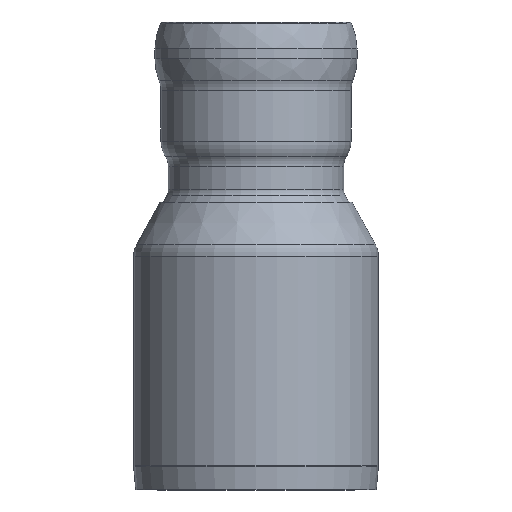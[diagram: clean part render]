
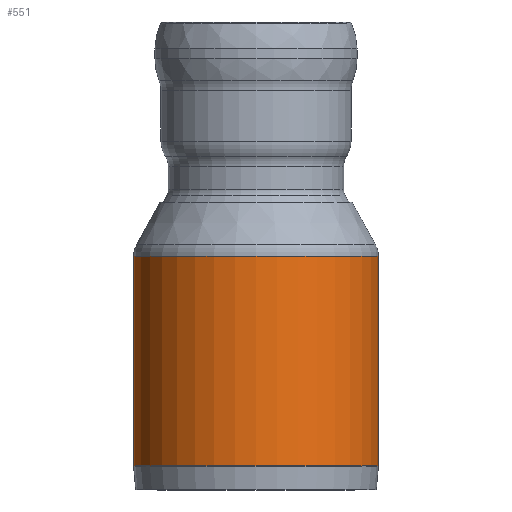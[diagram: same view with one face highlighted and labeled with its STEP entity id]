
A CAD part, front view. The second image highlights one B-rep face of the part: STEP entity #551.
In plain terms, the highlighted cylindrical face has radius 510 mm (diameter 1020 mm), a full revolution.
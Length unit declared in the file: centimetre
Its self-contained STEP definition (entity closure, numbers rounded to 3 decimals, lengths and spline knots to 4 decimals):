
#29=CYLINDRICAL_SURFACE('',#651,51.);
#53=FACE_OUTER_BOUND('',#89,.T.);
#89=EDGE_LOOP('',(#374,#375,#376,#377,#378,#379));
#130=CIRCLE('',#646,51.);
#131=CIRCLE('',#647,51.);
#134=CIRCLE('',#652,51.);
#135=CIRCLE('',#653,51.);
#203=VERTEX_POINT('',#1007);
#204=VERTEX_POINT('',#1009);
#206=VERTEX_POINT('',#1018);
#207=VERTEX_POINT('',#1020);
#264=EDGE_CURVE('',#203,#204,#130,.T.);
#265=EDGE_CURVE('',#204,#203,#131,.T.);
#269=EDGE_CURVE('',#204,#206,#592,.T.);
#270=EDGE_CURVE('',#207,#206,#134,.T.);
#271=EDGE_CURVE('',#206,#207,#135,.T.);
#374=ORIENTED_EDGE('',*,*,#265,.F.);
#375=ORIENTED_EDGE('',*,*,#269,.T.);
#376=ORIENTED_EDGE('',*,*,#270,.F.);
#377=ORIENTED_EDGE('',*,*,#271,.F.);
#378=ORIENTED_EDGE('',*,*,#269,.F.);
#379=ORIENTED_EDGE('',*,*,#264,.F.);
#551=ADVANCED_FACE('',(#53),#29,.T.);
#592=LINE('',#1019,#613);
#613=VECTOR('',#787,51.);
#646=AXIS2_PLACEMENT_3D('',#1010,#774,#775);
#647=AXIS2_PLACEMENT_3D('',#1011,#776,#777);
#651=AXIS2_PLACEMENT_3D('',#1017,#785,#786);
#652=AXIS2_PLACEMENT_3D('',#1021,#788,#789);
#653=AXIS2_PLACEMENT_3D('',#1022,#790,#791);
#774=DIRECTION('center_axis',(0.,0.,1.));
#775=DIRECTION('ref_axis',(1.,0.,0.));
#776=DIRECTION('center_axis',(0.,0.,1.));
#777=DIRECTION('ref_axis',(1.,0.,0.));
#785=DIRECTION('center_axis',(0.,0.,1.));
#786=DIRECTION('ref_axis',(1.,0.,0.));
#787=DIRECTION('',(0.,0.,-1.));
#788=DIRECTION('center_axis',(0.,0.,-1.));
#789=DIRECTION('ref_axis',(-1.,0.,0.));
#790=DIRECTION('center_axis',(0.,0.,-1.));
#791=DIRECTION('ref_axis',(-1.,0.,0.));
#1007=CARTESIAN_POINT('',(0.,51.,97.4314));
#1009=CARTESIAN_POINT('',(-51.,0.,97.4314));
#1010=CARTESIAN_POINT('Origin',(0.,0.,
97.4314));
#1011=CARTESIAN_POINT('Origin',(0.,0.,
97.4314));
#1017=CARTESIAN_POINT('Origin',(0.,0.,
12.5));
#1018=CARTESIAN_POINT('',(-51.,0.,10.0437));
#1019=CARTESIAN_POINT('',(-51.,0.,12.5));
#1020=CARTESIAN_POINT('',(0.,51.,10.0437));
#1021=CARTESIAN_POINT('Origin',(0.,0.,
10.0437));
#1022=CARTESIAN_POINT('Origin',(0.,0.,
10.0437));
